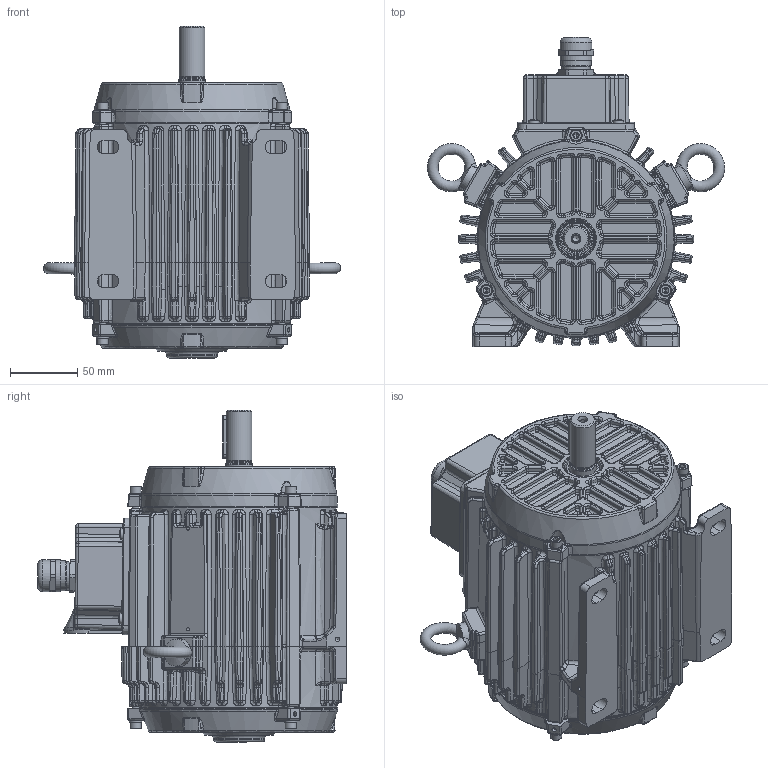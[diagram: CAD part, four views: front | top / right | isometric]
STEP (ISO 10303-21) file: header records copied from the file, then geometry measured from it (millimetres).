
FILE_DESCRIPTION(/* description */ (''),/* implementation_level */ '2;1');
FILE_NAME(/* name */ '652191501.stp',/* time_stamp */ '2023-01-23T11:41:36+03:00',/* author */ (''),/* organization */ (''),/* preprocessor_version */ 'ST-DEVELOPER v16',/* originating_system */ 'SIEMENS PLM Software NX 11.0',/* authorisation */ '');
FILE_SCHEMA (('AUTOMOTIVE_DESIGN { 1 0 10303 214 3 1 1 1 }'));
Products named in the file (1): 26032C0836B7xhp9
Bounding box: 221.3 x 230.06 x 247.2 mm (x, y, z)
Surface area: 261025.7 mm2 (no closed solid volume)
Topology: 0 solids, 46 shells, 2988 faces, 7616 edges, 4385 vertices
Faces by surface type: bspline 1031, cylinder 752, plane 578, torus 305, cone 171, sphere 151
Full cylindrical faces by diameter (mm): 2.5 x2, 3.3 x5, 5 x6, 6.4 x1, 8 x4, 8.28 x6, 12 x1, 14 x1, 18.4 x1, 19 x1, 20 x3, 21.057 x1, 22.403 x1, 23.698 x2, 24 x1, 27.8 x1, 28 x1, 32 x1
Entity records: 115372 total; most frequent: CARTESIAN_POINT 50727, ORIENTED_EDGE 13653, DIRECTION 12661, EDGE_CURVE 7289, AXIS2_PLACEMENT_3D 5333, VERTEX_POINT 4343, EDGE_LOOP 3163, ADVANCED_FACE 2986
